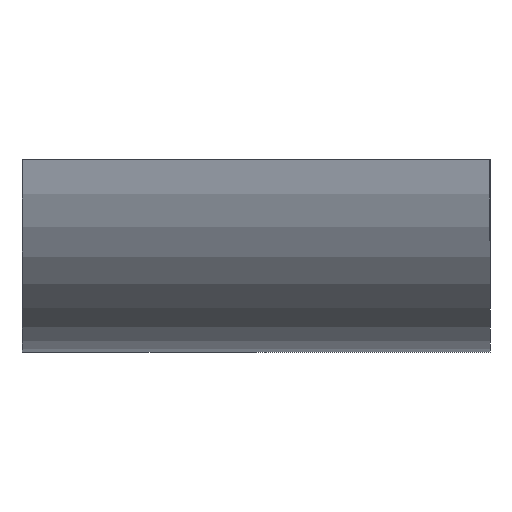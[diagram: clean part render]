
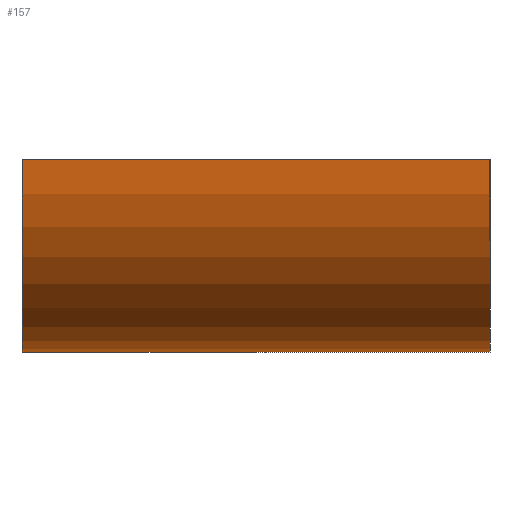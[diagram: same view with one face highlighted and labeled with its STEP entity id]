
A CAD part, left-side view. The second image highlights one B-rep face of the part: STEP entity #157.
In plain terms, the highlighted cylindrical face has radius 4 mm (diameter 8 mm), a partial arc.
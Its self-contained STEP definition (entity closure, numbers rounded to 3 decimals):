
#16=CYLINDRICAL_SURFACE('',#185,4.);
#19=LINE('',#269,#31);
#27=LINE('',#290,#39);
#31=VECTOR('',#202,10.);
#39=VECTOR('',#222,4.);
#52=FACE_OUTER_BOUND('',#61,.T.);
#61=EDGE_LOOP('',(#132,#133,#134,#135));
#68=CIRCLE('',#181,4.);
#70=CIRCLE('',#186,4.);
#78=VERTEX_POINT('',#266);
#79=VERTEX_POINT('',#268);
#83=VERTEX_POINT('',#278);
#86=VERTEX_POINT('',#288);
#93=EDGE_CURVE('',#78,#79,#19,.T.);
#99=EDGE_CURVE('',#78,#83,#68,.T.);
#104=EDGE_CURVE('',#83,#86,#27,.T.);
#105=EDGE_CURVE('',#86,#79,#70,.T.);
#132=ORIENTED_EDGE('',*,*,#99,.T.);
#133=ORIENTED_EDGE('',*,*,#104,.T.);
#134=ORIENTED_EDGE('',*,*,#105,.T.);
#135=ORIENTED_EDGE('',*,*,#93,.F.);
#157=ADVANCED_FACE('',(#52),#16,.T.);
#181=AXIS2_PLACEMENT_3D('',#280,#211,#212);
#185=AXIS2_PLACEMENT_3D('',#291,#223,#224);
#186=AXIS2_PLACEMENT_3D('',#292,#225,#226);
#202=DIRECTION('',(0.,-1.,0.));
#211=DIRECTION('center_axis',(0.,-1.,0.));
#212=DIRECTION('ref_axis',(-0.997,0.,-0.075));
#222=DIRECTION('',(0.,-1.,0.));
#223=DIRECTION('center_axis',(0.,-1.,0.));
#224=DIRECTION('ref_axis',(-0.997,0.,-0.075));
#225=DIRECTION('center_axis',(0.,1.,0.));
#226=DIRECTION('ref_axis',(-0.997,0.,-0.075));
#266=CARTESIAN_POINT('',(-0.2,0.5,-2.5));
#268=CARTESIAN_POINT('',(-0.2,-8.5,-2.5));
#269=CARTESIAN_POINT('',(-0.2,0.5,-2.5));
#278=CARTESIAN_POINT('',(3.789,0.5,-6.2));
#280=CARTESIAN_POINT('Origin',(3.789,0.5,-2.2));
#288=CARTESIAN_POINT('',(3.789,-8.5,-6.2));
#290=CARTESIAN_POINT('',(3.789,0.5,-6.2));
#291=CARTESIAN_POINT('Origin',(3.789,0.5,-2.2));
#292=CARTESIAN_POINT('Origin',(3.789,-8.5,-2.2));
